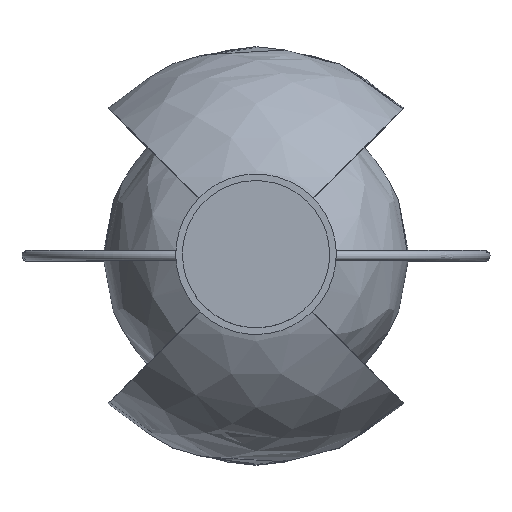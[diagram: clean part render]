
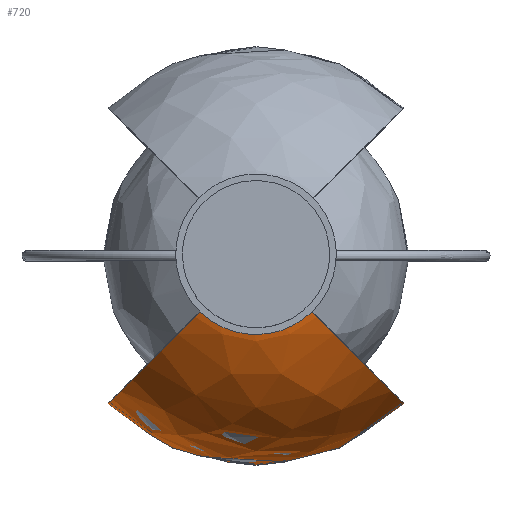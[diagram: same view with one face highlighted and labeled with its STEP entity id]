
A CAD part, top view. The second image highlights one B-rep face of the part: STEP entity #720.
In plain terms, the highlighted free-form (B-spline) face has degree [2, 2] with [11, 5] control points.
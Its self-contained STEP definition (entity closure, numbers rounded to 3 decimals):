
#34=(
BOUNDED_SURFACE()
B_SPLINE_SURFACE(2,2,((#7774,#7775,#7776,#7777,#7778),(#7779,#7780,#7781,
#7782,#7783),(#7784,#7785,#7786,#7787,#7788),(#7789,#7790,#7791,#7792,#7793),
(#7794,#7795,#7796,#7797,#7798),(#7799,#7800,#7801,#7802,#7803),(#7804,
#7805,#7806,#7807,#7808),(#7809,#7810,#7811,#7812,#7813),(#7814,#7815,#7816,
#7817,#7818),(#7819,#7820,#7821,#7822,#7823),(#7824,#7825,#7826,#7827,#7828)),
 .UNSPECIFIED.,.F.,.F.,.F.)
B_SPLINE_SURFACE_WITH_KNOTS((3,2,2,2,2,3),(3,2,3),(0.,102.845,
244.2,295.623,436.978,539.823),(0.,
244.259,488.518),.UNSPECIFIED.)
GEOMETRIC_REPRESENTATION_ITEM()
RATIONAL_B_SPLINE_SURFACE(((1.,0.707,1.,0.707,1.),
(1.,0.707,1.,0.707,1.),(1.,0.707,1.,
0.707,1.),(0.707,0.5,0.707,
0.5,0.707),(1.,0.707,1.,0.707,
1.),(1.,0.707,1.,0.707,1.),(1.,0.707,
1.,0.707,1.),(0.707,0.5,0.707,
0.5,0.707),(1.,0.707,1.,0.707,
1.),(1.,0.707,1.,0.707,1.),(1.,0.707,
1.,0.707,1.)))
REPRESENTATION_ITEM('')
SURFACE()
);
#720=ADVANCED_FACE('',(#996),#34,.T.);
#996=FACE_OUTER_BOUND('',#1272,.T.);
#1272=EDGE_LOOP('',(#2391,#2392));
#2391=ORIENTED_EDGE('',*,*,#2977,.T.);
#2392=ORIENTED_EDGE('',*,*,#2973,.F.);
#2973=EDGE_CURVE('',#3602,#3603,#3217,.T.);
#2977=EDGE_CURVE('',#3602,#3603,#3221,.T.);
#3217=(
BOUNDED_CURVE()
B_SPLINE_CURVE(2,(#7888,#7889,#7890,#7891,#7892,#7893,#7894,#7895,#7896,
#7897,#7898),.UNSPECIFIED.,.F.,.F.)
B_SPLINE_CURVE_WITH_KNOTS((3,2,2,2,2,3),(0.,102.845,244.2,
295.623,436.978,539.823),.UNSPECIFIED.)
CURVE()
GEOMETRIC_REPRESENTATION_ITEM()
RATIONAL_B_SPLINE_CURVE((1.,1.,1.,0.707,1.,1.,1.,0.707,
1.,1.,1.))
REPRESENTATION_ITEM('')
);
#3221=(
BOUNDED_CURVE()
B_SPLINE_CURVE(2,(#7914,#7915,#7916,#7917,#7918,#7919,#7920,#7921,#7922,
#7923,#7924),.UNSPECIFIED.,.F.,.F.)
B_SPLINE_CURVE_WITH_KNOTS((3,2,2,2,2,3),(0.,102.845,244.2,
295.623,436.978,539.823),.UNSPECIFIED.)
CURVE()
GEOMETRIC_REPRESENTATION_ITEM()
RATIONAL_B_SPLINE_CURVE((1.,1.,1.,0.707,1.,1.,1.,0.707,
1.,1.,1.))
REPRESENTATION_ITEM('')
);
#3602=VERTEX_POINT('',#7884);
#3603=VERTEX_POINT('',#7885);
#7774=CARTESIAN_POINT('',(-12.551,27.313,624.874));
#7775=CARTESIAN_POINT('',(-12.551,27.313,624.874));
#7776=CARTESIAN_POINT('',(-12.551,27.313,624.874));
#7777=CARTESIAN_POINT('',(-12.551,27.313,624.874));
#7778=CARTESIAN_POINT('',(-12.551,27.313,624.874));
#7779=CARTESIAN_POINT('',(-9.015,30.849,624.874));
#7780=CARTESIAN_POINT('',(-5.48,27.313,624.874));
#7781=CARTESIAN_POINT('',(-9.015,23.778,624.874));
#7782=CARTESIAN_POINT('',(-12.551,20.242,624.874));
#7783=CARTESIAN_POINT('',(-16.087,23.778,624.874));
#7784=CARTESIAN_POINT('',(-5.48,34.384,624.874));
#7785=CARTESIAN_POINT('',(1.591,27.313,624.874));
#7786=CARTESIAN_POINT('',(-5.48,20.242,624.874));
#7787=CARTESIAN_POINT('',(-12.551,13.171,624.874));
#7788=CARTESIAN_POINT('',(-19.622,20.242,624.874));
#7789=CARTESIAN_POINT('',(98.111,137.975,624.874));
#7790=CARTESIAN_POINT('',(208.773,27.313,624.874));
#7791=CARTESIAN_POINT('',(98.111,-83.349,624.874));
#7792=CARTESIAN_POINT('',(-12.551,-194.011,624.874));
#7793=CARTESIAN_POINT('',(-123.213,-83.349,624.874));
#7794=CARTESIAN_POINT('',(98.111,137.975,771.374));
#7795=CARTESIAN_POINT('',(208.773,27.313,771.374));
#7796=CARTESIAN_POINT('',(98.111,-83.349,771.374));
#7797=CARTESIAN_POINT('',(-12.551,-194.011,771.374));
#7798=CARTESIAN_POINT('',(-123.213,-83.349,771.374));
#7799=CARTESIAN_POINT('',(98.111,137.975,811.374));
#7800=CARTESIAN_POINT('',(208.773,27.313,811.374));
#7801=CARTESIAN_POINT('',(98.111,-83.349,811.374));
#7802=CARTESIAN_POINT('',(-12.551,-194.011,811.374));
#7803=CARTESIAN_POINT('',(-123.213,-83.349,811.374));
#7804=CARTESIAN_POINT('',(98.111,137.975,851.374));
#7805=CARTESIAN_POINT('',(208.773,27.313,851.374));
#7806=CARTESIAN_POINT('',(98.111,-83.349,851.374));
#7807=CARTESIAN_POINT('',(-12.551,-194.011,851.374));
#7808=CARTESIAN_POINT('',(-123.213,-83.349,851.374));
#7809=CARTESIAN_POINT('',(98.111,137.975,997.874));
#7810=CARTESIAN_POINT('',(208.773,27.313,997.874));
#7811=CARTESIAN_POINT('',(98.111,-83.349,997.874));
#7812=CARTESIAN_POINT('',(-12.551,-194.011,997.874));
#7813=CARTESIAN_POINT('',(-123.213,-83.349,997.874));
#7814=CARTESIAN_POINT('',(-5.48,34.384,997.874));
#7815=CARTESIAN_POINT('',(1.591,27.313,997.874));
#7816=CARTESIAN_POINT('',(-5.48,20.242,997.874));
#7817=CARTESIAN_POINT('',(-12.551,13.171,997.874));
#7818=CARTESIAN_POINT('',(-19.622,20.242,997.874));
#7819=CARTESIAN_POINT('',(-9.015,30.849,997.874));
#7820=CARTESIAN_POINT('',(-5.48,27.313,997.874));
#7821=CARTESIAN_POINT('',(-9.015,23.778,997.874));
#7822=CARTESIAN_POINT('',(-12.551,20.242,997.874));
#7823=CARTESIAN_POINT('',(-16.087,23.778,997.874));
#7824=CARTESIAN_POINT('',(-12.551,27.313,997.874));
#7825=CARTESIAN_POINT('',(-12.551,27.313,997.874));
#7826=CARTESIAN_POINT('',(-12.551,27.313,997.874));
#7827=CARTESIAN_POINT('',(-12.551,27.313,997.874));
#7828=CARTESIAN_POINT('',(-12.551,27.313,997.874));
#7884=CARTESIAN_POINT('',(-12.551,27.313,624.874));
#7885=CARTESIAN_POINT('',(-12.551,27.313,997.874));
#7888=CARTESIAN_POINT('',(-12.551,27.313,624.874));
#7889=CARTESIAN_POINT('',(-16.087,23.778,624.874));
#7890=CARTESIAN_POINT('',(-19.622,20.242,624.874));
#7891=CARTESIAN_POINT('',(-123.213,-83.349,624.874));
#7892=CARTESIAN_POINT('',(-123.213,-83.349,771.374));
#7893=CARTESIAN_POINT('',(-123.213,-83.349,811.374));
#7894=CARTESIAN_POINT('',(-123.213,-83.349,851.374));
#7895=CARTESIAN_POINT('',(-123.213,-83.349,997.874));
#7896=CARTESIAN_POINT('',(-19.622,20.242,997.874));
#7897=CARTESIAN_POINT('',(-16.087,23.778,997.874));
#7898=CARTESIAN_POINT('',(-12.551,27.313,997.874));
#7914=CARTESIAN_POINT('',(-12.551,27.313,624.874));
#7915=CARTESIAN_POINT('',(-9.015,23.778,624.874));
#7916=CARTESIAN_POINT('',(-5.48,20.242,624.874));
#7917=CARTESIAN_POINT('',(98.111,-83.349,624.874));
#7918=CARTESIAN_POINT('',(98.111,-83.349,771.374));
#7919=CARTESIAN_POINT('',(98.111,-83.349,811.374));
#7920=CARTESIAN_POINT('',(98.111,-83.349,851.374));
#7921=CARTESIAN_POINT('',(98.111,-83.349,997.874));
#7922=CARTESIAN_POINT('',(-5.48,20.242,997.874));
#7923=CARTESIAN_POINT('',(-9.015,23.778,997.874));
#7924=CARTESIAN_POINT('',(-12.551,27.313,997.874));
